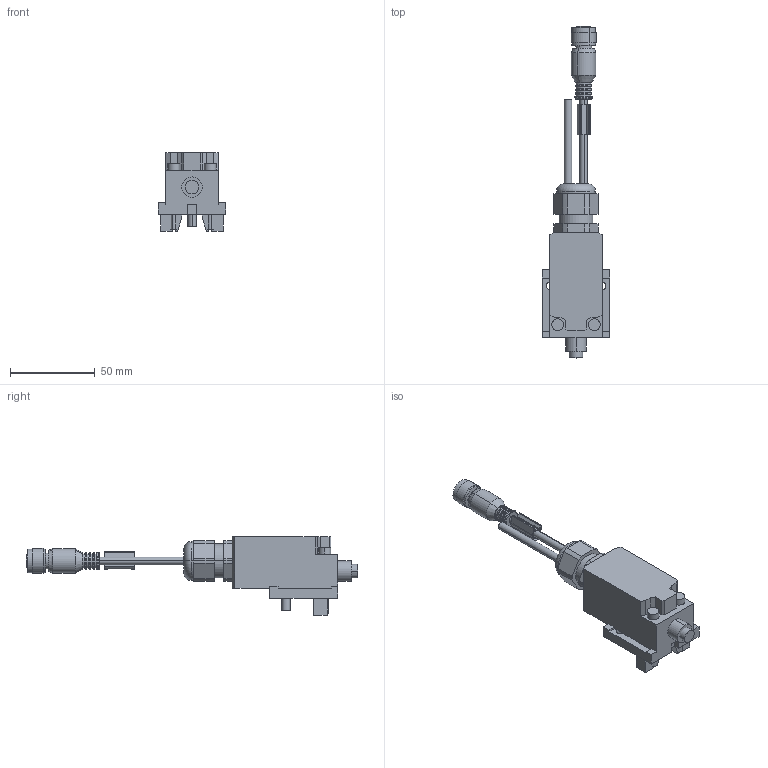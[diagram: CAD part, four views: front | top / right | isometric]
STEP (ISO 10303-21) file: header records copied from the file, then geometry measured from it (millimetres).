
FILE_DESCRIPTION(('CATIA V5 STEP Exchange','CAx-IF Rec.Pracs.--- Model Styling and Organization---1.4--- 2014-01-23'),'2;1');
FILE_NAME ('299682-3_1_2537730000_2537730000.stp','2022-09-07T07:27:54+00:00',('none'),('Weidmueller'),'CATIA Version 5-6 Release 2016 SP3 HF44','CATIA V5 STEP AP214','none');
FILE_SCHEMA(('AUTOMOTIVE_DESIGN { 1 0 10303 214 1 1 1 1 }'));
Length unit declared in the file: millimetre
Products named in the file (1): 2537730000
Bounding box: 40 x 195.5 x 46.3 mm (x, y, z)
Volume: 87431.1 mm3; surface area: 23848 mm2
Topology: 10 solids, 10 shells, 351 faces, 859 edges, 551 vertices
Faces by surface type: plane 173, cylinder 76, extrusion 50, torus 42, cone 10
Entity records: 10543 total; most frequent: CARTESIAN_POINT 3089, ORIENTED_EDGE 1718, DIRECTION 1095, EDGE_CURVE 859, VERTEX_POINT 551, VECTOR 506, LINE 456, AXIS2_PLACEMENT_3D 413
